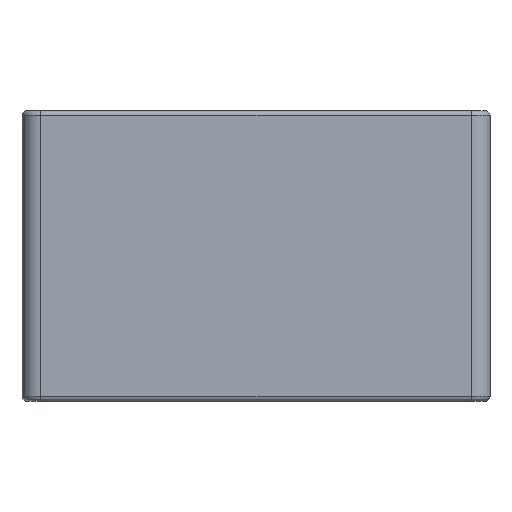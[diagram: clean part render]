
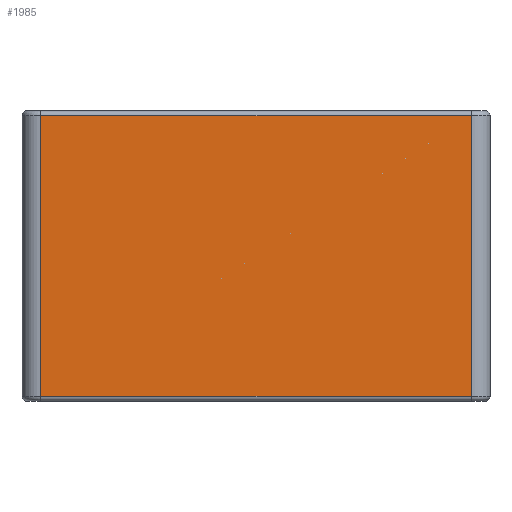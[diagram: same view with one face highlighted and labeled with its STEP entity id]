
A CAD part, left-side view. The second image highlights one B-rep face of the part: STEP entity #1985.
In plain terms, the highlighted planar face has unit normal (-1, 0, 0).
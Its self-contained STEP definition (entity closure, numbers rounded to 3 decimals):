
#489=ORIENTED_EDGE('',*,*,#934,.T.);
#490=ORIENTED_EDGE('',*,*,#935,.T.);
#491=ORIENTED_EDGE('',*,*,#936,.T.);
#492=ORIENTED_EDGE('',*,*,#937,.T.);
#934=EDGE_CURVE('',#1170,#1171,#1379,.F.);
#935=EDGE_CURVE('',#1171,#1172,#1380,.T.);
#936=EDGE_CURVE('',#1172,#1173,#1381,.T.);
#937=EDGE_CURVE('',#1173,#1170,#1382,.F.);
#1170=VERTEX_POINT('',#3281);
#1171=VERTEX_POINT('',#3282);
#1172=VERTEX_POINT('',#3284);
#1173=VERTEX_POINT('',#3286);
#1379=LINE('',#3280,#1604);
#1380=LINE('',#3283,#1605);
#1381=LINE('',#3285,#1606);
#1382=LINE('',#3287,#1607);
#1604=VECTOR('',#2619,1000.);
#1605=VECTOR('',#2620,1000.);
#1606=VECTOR('',#2621,1000.);
#1607=VECTOR('',#2622,1000.);
#1691=EDGE_LOOP('',(#489,#490,#491,#492));
#1804=FACE_BOUND('',#1691,.T.);
#1910=PLANE('',#2140);
#1985=ADVANCED_FACE('',(#1804),#1910,.T.);
#2140=AXIS2_PLACEMENT_3D('',#3279,#2617,#2618);
#2617=DIRECTION('',(-1.,0.,0.));
#2618=DIRECTION('',(0.,-1.,0.));
#2619=DIRECTION('',(0.,0.,1.));
#2620=DIRECTION('',(0.,-1.,0.));
#2621=DIRECTION('',(0.,0.,1.));
#2622=DIRECTION('',(0.,-1.,0.));
#3279=CARTESIAN_POINT('',(-50.,0.,-2.));
#3280=CARTESIAN_POINT('',(-50.,46.,-2.));
#3281=CARTESIAN_POINT('',(-50.,46.,59.));
#3282=CARTESIAN_POINT('',(-50.,46.,-1.));
#3283=CARTESIAN_POINT('',(-50.,-46.,-1.));
#3284=CARTESIAN_POINT('',(-50.,-46.,-1.));
#3285=CARTESIAN_POINT('',(-50.,-46.,-2.));
#3286=CARTESIAN_POINT('',(-50.,-46.,59.));
#3287=CARTESIAN_POINT('',(-50.,0.,59.));
